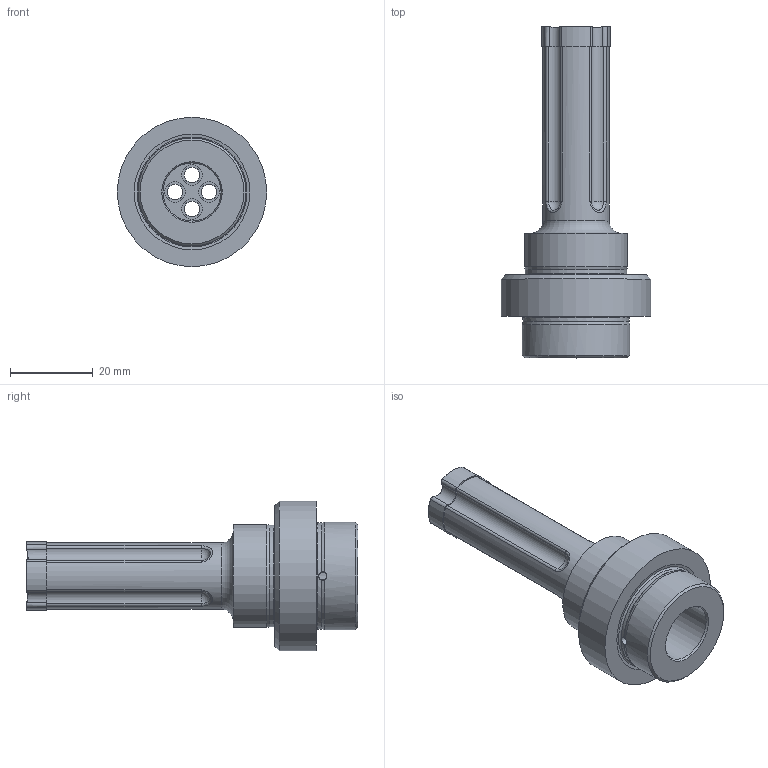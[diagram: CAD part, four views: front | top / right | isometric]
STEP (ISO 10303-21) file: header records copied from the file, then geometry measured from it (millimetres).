
FILE_DESCRIPTION (( 'STEP AP214' ), '1' );
FILE_NAME ('KWC.00.001.0.STEP', '2023-04-25T06:54:06', ( '' ), ( '' ), 'SwSTEP 2.0', 'SolidWorks 2019', '' );
FILE_SCHEMA (( 'AUTOMOTIVE_DESIGN' ));
Length unit declared in the file: millimetre
Products named in the file (1): KWC.00.001.0
Bounding box: 36 x 80 x 36 mm (x, y, z)
Volume: 21302.8 mm3; surface area: 11656.3 mm2
Topology: 1 solids, 1 shells, 81 faces, 203 edges, 131 vertices
Faces by surface type: cylinder 45, plane 14, cone 8, torus 5, sphere 5, bspline 4
Full cylindrical faces by diameter (mm): 1.9 x1, 2 x1, 3.8 x4, 5 x4, 14 x1, 16 x1, 24.4 x1, 24.8 x1, 25.6 x1, 26 x1, 36 x1
Entity records: 3114 total; most frequent: CARTESIAN_POINT 1318, DIRECTION 382, ORIENTED_EDGE 320, AXIS2_PLACEMENT_3D 175, EDGE_CURVE 160, EDGE_LOOP 127, VERTEX_POINT 117, FACE_OUTER_BOUND 102
